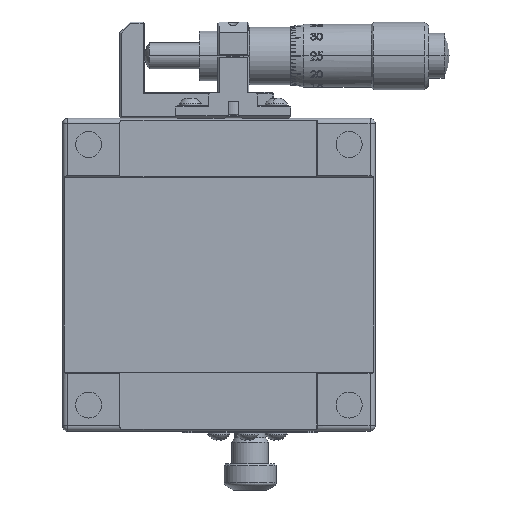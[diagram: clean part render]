
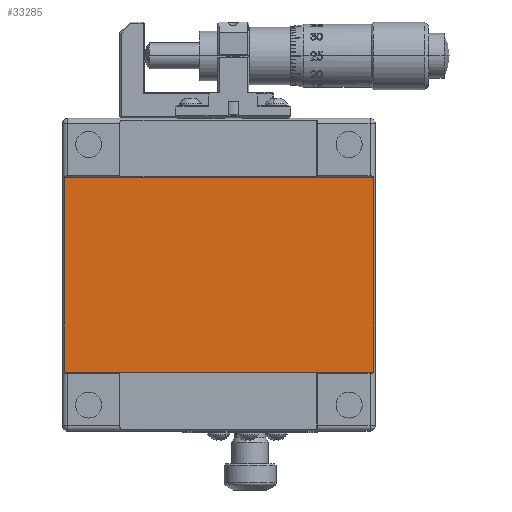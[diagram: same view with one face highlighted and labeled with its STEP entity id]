
A CAD part, front view. The second image highlights one B-rep face of the part: STEP entity #33285.
In plain terms, the highlighted planar face has unit normal (0, -1, 0).
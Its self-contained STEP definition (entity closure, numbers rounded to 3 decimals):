
#1328 = VECTOR ( 'NONE', #15323, 1000. ) ;
#2385 = CARTESIAN_POINT ( 'NONE',  ( -33.586, -5.708, -18.7 ) ) ;
#4725 = EDGE_LOOP ( 'NONE', ( #18264, #12725, #53023, #44189 ) ) ;
#6928 = VERTEX_POINT ( 'NONE', #11663 ) ;
#6954 = DIRECTION ( 'NONE',  ( 0., 0., 1. ) ) ;
#11159 = FACE_OUTER_BOUND ( 'NONE', #4725, .T. ) ;
#11663 = CARTESIAN_POINT ( 'NONE',  ( 25.842, -5.708, -18.7 ) ) ;
#12725 = ORIENTED_EDGE ( 'NONE', *, *, #65919, .T. ) ;
#12820 = VERTEX_POINT ( 'NONE', #47002 ) ;
#15323 = DIRECTION ( 'NONE',  ( 0., 0., -1. ) ) ;
#15622 = AXIS2_PLACEMENT_3D ( 'NONE', #29178, #68923, #34893 ) ;
#15907 = DIRECTION ( 'NONE',  ( -1., 0., 0. ) ) ;
#18264 = ORIENTED_EDGE ( 'NONE', *, *, #44711, .T. ) ;
#19014 = VERTEX_POINT ( 'NONE', #2385 ) ;
#21039 = CARTESIAN_POINT ( 'NONE',  ( -33.586, -5.708, 18.7 ) ) ;
#28533 = VECTOR ( 'NONE', #6954, 1000. ) ;
#29178 = CARTESIAN_POINT ( 'NONE',  ( 26.128, -5.708, 18.7 ) ) ;
#33285 = ADVANCED_FACE ( 'NONE', ( #11159 ), #46126, .F. ) ;
#33925 = EDGE_CURVE ( 'NONE', #12820, #19014, #50316, .T. ) ;
#34525 = DIRECTION ( 'NONE',  ( -1., 0., 0. ) ) ;
#34893 = DIRECTION ( 'NONE',  ( 0., 0., 1. ) ) ;
#35034 = VECTOR ( 'NONE', #15907, 1000. ) ;
#44189 = ORIENTED_EDGE ( 'NONE', *, *, #45054, .F. ) ;
#44711 = EDGE_CURVE ( 'NONE', #6928, #60224, #72092, .T. ) ;
#45054 = EDGE_CURVE ( 'NONE', #6928, #19014, #72957, .T. ) ;
#46126 = PLANE ( 'NONE',  #15622 ) ;
#47002 = CARTESIAN_POINT ( 'NONE',  ( -33.586, -5.708, 18.7 ) ) ;
#50022 = CARTESIAN_POINT ( 'NONE',  ( 26.128, -5.708, 18.7 ) ) ;
#50159 = LINE ( 'NONE', #50022, #35034 ) ;
#50316 = LINE ( 'NONE', #21039, #1328 ) ;
#53023 = ORIENTED_EDGE ( 'NONE', *, *, #33925, .T. ) ;
#57802 = CARTESIAN_POINT ( 'NONE',  ( 25.842, -5.708, 18.7 ) ) ;
#57807 = VECTOR ( 'NONE', #34525, 1000. ) ;
#58402 = CARTESIAN_POINT ( 'NONE',  ( 25.842, -5.708, -18.7 ) ) ;
#60224 = VERTEX_POINT ( 'NONE', #57802 ) ;
#63071 = CARTESIAN_POINT ( 'NONE',  ( 26.128, -5.708, -18.7 ) ) ;
#65919 = EDGE_CURVE ( 'NONE', #60224, #12820, #50159, .T. ) ;
#68923 = DIRECTION ( 'NONE',  ( 0., 1., 0. ) ) ;
#72092 = LINE ( 'NONE', #58402, #28533 ) ;
#72957 = LINE ( 'NONE', #63071, #57807 ) ;
